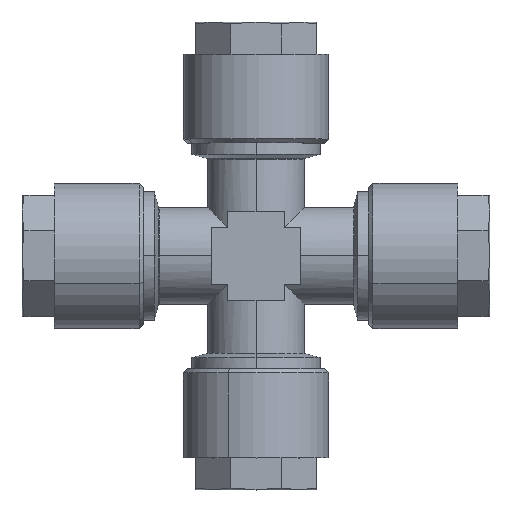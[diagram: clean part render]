
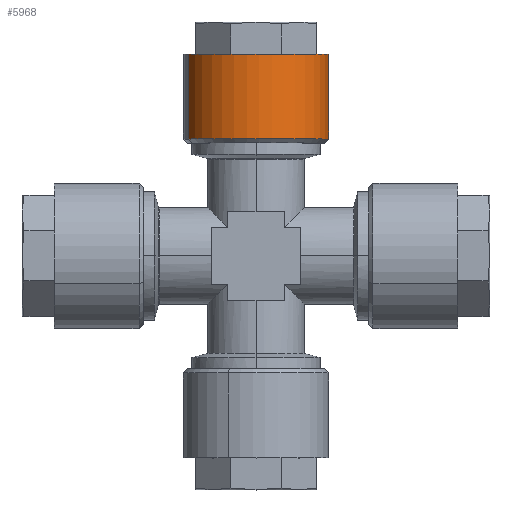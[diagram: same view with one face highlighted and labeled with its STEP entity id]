
A CAD part, top view. The second image highlights one B-rep face of the part: STEP entity #5968.
In plain terms, the highlighted cylindrical face has radius 9 mm (diameter 18 mm), a partial arc.
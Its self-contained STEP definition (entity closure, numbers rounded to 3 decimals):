
#551 = AXIS2_PLACEMENT_3D ( 'NONE', #990, #991, #992 ) ;
#554 = AXIS2_PLACEMENT_3D ( 'NONE', #1005, #1006, #1007 ) ;
#990 = CARTESIAN_POINT ( 'NONE',  ( 0., 14.5, 0. ) ) ;
#991 = DIRECTION ( 'NONE',  ( 0., -1., 0. ) ) ;
#992 = DIRECTION ( 'NONE',  ( 0.924, 0., -0.383 ) ) ;
#1005 = CARTESIAN_POINT ( 'NONE',  ( 0., 25., 0. ) ) ;
#1006 = DIRECTION ( 'NONE',  ( 0., -1., 0. ) ) ;
#1007 = DIRECTION ( 'NONE',  ( -0.924, 0., 0.383 ) ) ;
#1008 = CARTESIAN_POINT ( 'NONE',  ( -8.315, 14., 3.444 ) ) ;
#1013 = DIRECTION ( 'NONE',  ( 0., -1., 0. ) ) ;
#1014 = CARTESIAN_POINT ( 'NONE',  ( 8.315, 14., -3.444 ) ) ;
#1015 = DIRECTION ( 'NONE',  ( 0., -1., 0. ) ) ;
#1146 = CARTESIAN_POINT ( 'NONE',  ( 8.315, 25., -3.444 ) ) ;
#1147 = CARTESIAN_POINT ( 'NONE',  ( -8.315, 25., 3.444 ) ) ;
#1148 = CARTESIAN_POINT ( 'NONE',  ( 8.315, 14.5, -3.444 ) ) ;
#1149 = CARTESIAN_POINT ( 'NONE',  ( -8.315, 14.5, 3.444 ) ) ;
#1303 = CARTESIAN_POINT ( 'NONE',  ( 0., 14., 0. ) ) ;
#1304 = DIRECTION ( 'NONE',  ( 0., -1., 0. ) ) ;
#1312 = DIRECTION ( 'NONE',  ( 0.924, 0., -0.383 ) ) ;
#1494 = ORIENTED_EDGE ( 'NONE', *, *, #4829, .T. ) ;
#1495 = ORIENTED_EDGE ( 'NONE', *, *, #4832, .T. ) ;
#1496 = ORIENTED_EDGE ( 'NONE', *, *, #4824, .F. ) ;
#1497 = ORIENTED_EDGE ( 'NONE', *, *, #4833, .F. ) ;
#4824 = EDGE_CURVE ( 'NONE', #5859, #5860, #8172, .T. ) ;
#4829 = EDGE_CURVE ( 'NONE', #5857, #5858, #8178, .T. ) ;
#4832 = EDGE_CURVE ( 'NONE', #5858, #5860, #8180, .T. ) ;
#4833 = EDGE_CURVE ( 'NONE', #5857, #5859, #8184, .T. ) ;
#5840 = EDGE_LOOP ( 'NONE', ( #1494, #1495, #1496, #1497 ) ) ;
#5857 = VERTEX_POINT ( 'NONE', #1146 ) ;
#5858 = VERTEX_POINT ( 'NONE', #1147 ) ;
#5859 = VERTEX_POINT ( 'NONE', #1148 ) ;
#5860 = VERTEX_POINT ( 'NONE', #1149 ) ;
#5968 = ADVANCED_FACE ( 'NONE', ( #8272 ), #8277, .T. ) ;
#6899 = AXIS2_PLACEMENT_3D ( 'NONE', #1303, #1304, #1312 ) ;
#8172 = CIRCLE ( 'NONE', #551, 9. ) ;
#8178 = CIRCLE ( 'NONE', #554, 9. ) ;
#8180 = LINE ( 'NONE', #1008, #8185 ) ;
#8184 = LINE ( 'NONE', #1014, #8187 ) ;
#8185 = VECTOR ( 'NONE', #1013, 1000. ) ;
#8187 = VECTOR ( 'NONE', #1015, 1000. ) ;
#8272 = FACE_OUTER_BOUND ( 'NONE', #5840, .T. ) ;
#8277 = CYLINDRICAL_SURFACE ( 'NONE', #6899, 9. ) ;
